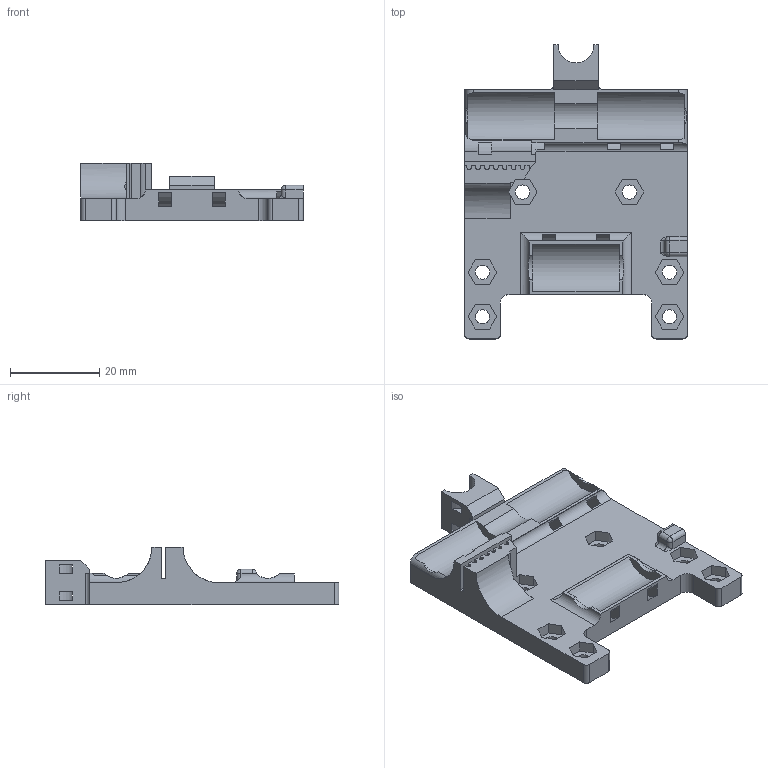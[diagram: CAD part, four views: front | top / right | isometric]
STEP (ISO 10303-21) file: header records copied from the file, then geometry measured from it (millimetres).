
FILE_DESCRIPTION(('FreeCAD Model'),'2;1');
FILE_NAME('CarroX.step', '2016-12-25T20:54:15',('DiegoLale'),('Lalebots'), 'Open CASCADE STEP processor 6.8','FreeCAD','Unknown');
FILE_SCHEMA(('AUTOMOTIVE_DESIGN_CC2 { 1 2 10303 214 -1 1 5 4 }'));
Length unit declared in the file: millimetre
Products named in the file (2): ASSEMBLY; Fillet005
Assembly tree (1 placements, depth 2):
  ASSEMBLY
    Fillet005
Bounding box: 50 x 66 x 13 mm (x, y, z)
Volume: 13303.4 mm3; surface area: 8979.1 mm2
Topology: 1 solids, 1 shells, 196 faces, 626 edges, 431 vertices
Faces by surface type: plane 129, cylinder 63, sphere 2, bspline 2
Full cylindrical faces by diameter (mm): 3.2 x6
Entity records: 19482 total; most frequent: CARTESIAN_POINT 7853, DIRECTION 1946, ORIENTED_EDGE 1244, PCURVE 1244, DEFINITIONAL_REPRESENTATION 1244, LINE 1071, VECTOR 1071, EDGE_CURVE 622
